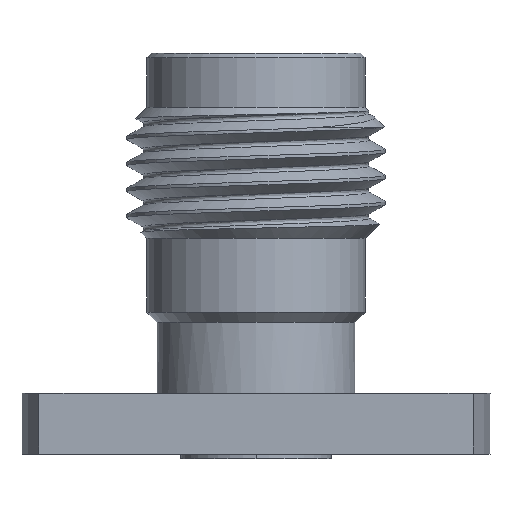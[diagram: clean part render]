
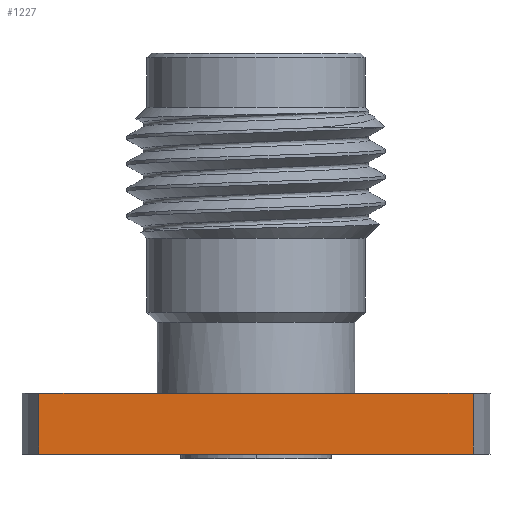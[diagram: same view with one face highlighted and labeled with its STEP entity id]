
A CAD part, left-side view. The second image highlights one B-rep face of the part: STEP entity #1227.
In plain terms, the highlighted planar face has unit normal (-1, 0, 0).
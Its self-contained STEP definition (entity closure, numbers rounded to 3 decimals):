
#126 = CARTESIAN_POINT ( 'NONE',  ( -2.415, 5.873, 0. ) ) ;
#354 = CARTESIAN_POINT ( 'NONE',  ( -2.415, -5.873, 0. ) ) ;
#363 = CARTESIAN_POINT ( 'NONE',  ( -2.415, -5.873, -1.65 ) ) ;
#395 = EDGE_CURVE ( 'NONE', #1577, #853, #4362, .T. ) ;
#588 = CARTESIAN_POINT ( 'NONE',  ( -2.415, -5.873, -1.65 ) ) ;
#624 = VECTOR ( 'NONE', #825, 1000. ) ;
#781 = CARTESIAN_POINT ( 'NONE',  ( -2.415, 5.873, -1.65 ) ) ;
#783 = DIRECTION ( 'NONE',  ( 0., 0., 1. ) ) ;
#825 = DIRECTION ( 'NONE',  ( 0., -1., 0. ) ) ;
#853 = VERTEX_POINT ( 'NONE', #363 ) ;
#983 = ORIENTED_EDGE ( 'NONE', *, *, #3345, .F. ) ;
#1056 = DIRECTION ( 'NONE',  ( 0., -1., 0. ) ) ;
#1227 = ADVANCED_FACE ( 'NONE', ( #2830 ), #2763, .T. ) ;
#1328 = EDGE_CURVE ( 'NONE', #853, #3563, #4534, .T. ) ;
#1577 = VERTEX_POINT ( 'NONE', #781 ) ;
#1580 = VECTOR ( 'NONE', #783, 1000. ) ;
#1781 = VERTEX_POINT ( 'NONE', #126 ) ;
#1802 = LINE ( 'NONE', #4424, #624 ) ;
#1943 = ORIENTED_EDGE ( 'NONE', *, *, #2391, .F. ) ;
#2098 = DIRECTION ( 'NONE',  ( 0., 0., 1. ) ) ;
#2116 = ORIENTED_EDGE ( 'NONE', *, *, #3739, .F. ) ;
#2160 = VECTOR ( 'NONE', #3028, 1000. ) ;
#2305 = ORIENTED_EDGE ( 'NONE', *, *, #2946, .F. ) ;
#2391 = EDGE_CURVE ( 'NONE', #1781, #3971, #3274, .T. ) ;
#2426 = DIRECTION ( 'NONE',  ( -1., 0., 0. ) ) ;
#2499 = CARTESIAN_POINT ( 'NONE',  ( -2.415, -5.873, 0. ) ) ;
#2587 = CARTESIAN_POINT ( 'NONE',  ( -2.415, -5.873, -1.65 ) ) ;
#2733 = VECTOR ( 'NONE', #1056, 1000. ) ;
#2763 = PLANE ( 'NONE',  #4253 ) ;
#2773 = CARTESIAN_POINT ( 'NONE',  ( -2.415, 5.873, -1.65 ) ) ;
#2830 = FACE_OUTER_BOUND ( 'NONE', #3625, .T. ) ;
#2946 = EDGE_CURVE ( 'NONE', #1577, #1781, #4589, .T. ) ;
#3028 = DIRECTION ( 'NONE',  ( 0., -1., 0. ) ) ;
#3042 = CARTESIAN_POINT ( 'NONE',  ( -2.415, -1.15, 0. ) ) ;
#3201 = LINE ( 'NONE', #2499, #2733 ) ;
#3274 = LINE ( 'NONE', #4460, #2160 ) ;
#3345 = EDGE_CURVE ( 'NONE', #4055, #3563, #3201, .T. ) ;
#3516 = DIRECTION ( 'NONE',  ( 0., 0., 1. ) ) ;
#3563 = VERTEX_POINT ( 'NONE', #354 ) ;
#3625 = EDGE_LOOP ( 'NONE', ( #1943, #2305, #4081, #3716, #983, #2116 ) ) ;
#3631 = VECTOR ( 'NONE', #3707, 1000. ) ;
#3707 = DIRECTION ( 'NONE',  ( 0., -1., 0. ) ) ;
#3716 = ORIENTED_EDGE ( 'NONE', *, *, #1328, .T. ) ;
#3739 = EDGE_CURVE ( 'NONE', #3971, #4055, #1802, .T. ) ;
#3971 = VERTEX_POINT ( 'NONE', #4111 ) ;
#4055 = VERTEX_POINT ( 'NONE', #3042 ) ;
#4081 = ORIENTED_EDGE ( 'NONE', *, *, #395, .T. ) ;
#4111 = CARTESIAN_POINT ( 'NONE',  ( -2.415, 1.15, 0. ) ) ;
#4253 = AXIS2_PLACEMENT_3D ( 'NONE', #588, #2426, #3516 ) ;
#4309 = CARTESIAN_POINT ( 'NONE',  ( -2.415, -5.873, -1.65 ) ) ;
#4362 = LINE ( 'NONE', #2587, #3631 ) ;
#4424 = CARTESIAN_POINT ( 'NONE',  ( -2.415, -5.873, 0. ) ) ;
#4460 = CARTESIAN_POINT ( 'NONE',  ( -2.415, -5.873, 0. ) ) ;
#4467 = VECTOR ( 'NONE', #2098, 1000. ) ;
#4534 = LINE ( 'NONE', #4309, #4467 ) ;
#4589 = LINE ( 'NONE', #2773, #1580 ) ;
